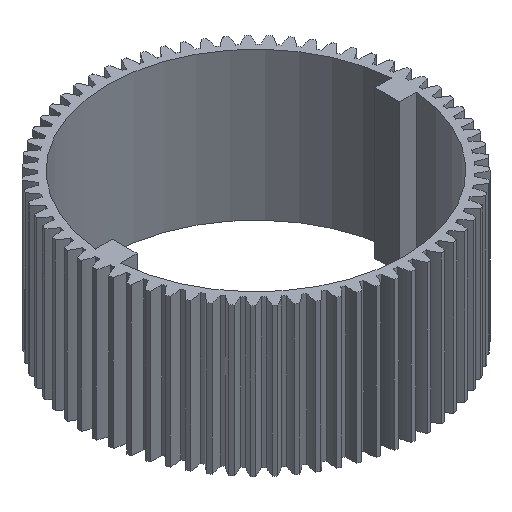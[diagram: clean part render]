
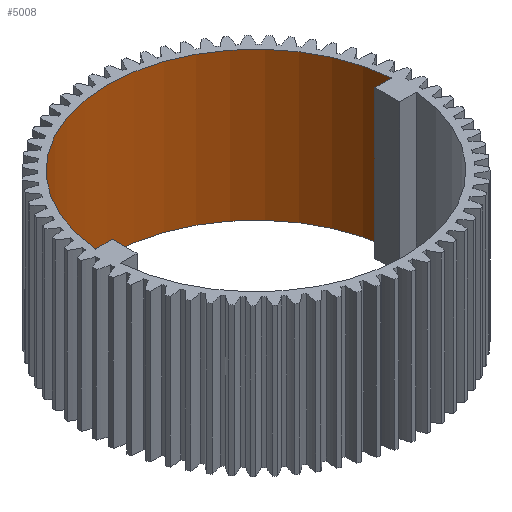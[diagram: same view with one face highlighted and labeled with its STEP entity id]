
A CAD part, isometric view. The second image highlights one B-rep face of the part: STEP entity #5008.
In plain terms, the highlighted cylindrical face has radius 15.05 mm (diameter 30.1 mm), a partial arc.
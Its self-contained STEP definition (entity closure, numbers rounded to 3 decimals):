
#17=CIRCLE('',#5295,15.05);
#18=CIRCLE('',#5296,15.05);
#557=CYLINDRICAL_SURFACE('',#5294,15.05);
#830=FACE_OUTER_BOUND('',#1108,.T.);
#1108=EDGE_LOOP('',(#3353,#3354,#3355,#3356));
#1391=LINE('',#8050,#1679);
#1395=LINE('',#8061,#1683);
#1679=VECTOR('',#6121,10.);
#1683=VECTOR('',#6131,10.);
#1965=VERTEX_POINT('',#8046);
#1966=VERTEX_POINT('',#8048);
#1969=VERTEX_POINT('',#8058);
#1970=VERTEX_POINT('',#8060);
#2519=EDGE_CURVE('',#1965,#1966,#1391,.T.);
#2523=EDGE_CURVE('',#1969,#1966,#17,.T.);
#2524=EDGE_CURVE('',#1969,#1970,#1395,.T.);
#2525=EDGE_CURVE('',#1965,#1970,#18,.T.);
#3353=ORIENTED_EDGE('',*,*,#2519,.T.);
#3354=ORIENTED_EDGE('',*,*,#2523,.F.);
#3355=ORIENTED_EDGE('',*,*,#2524,.T.);
#3356=ORIENTED_EDGE('',*,*,#2525,.F.);
#5008=ADVANCED_FACE('',(#830),#557,.F.);
#5294=AXIS2_PLACEMENT_3D('',#8057,#6127,#6128);
#5295=AXIS2_PLACEMENT_3D('',#8059,#6129,#6130);
#5296=AXIS2_PLACEMENT_3D('',#8062,#6132,#6133);
#6121=DIRECTION('',(0.,0.,1.));
#6127=DIRECTION('center_axis',(0.,0.,1.));
#6128=DIRECTION('ref_axis',(1.,0.,0.));
#6129=DIRECTION('center_axis',(0.,0.,-1.));
#6130=DIRECTION('ref_axis',(1.,0.,0.));
#6131=DIRECTION('',(0.,0.,-1.));
#6132=DIRECTION('center_axis',(0.,0.,1.));
#6133=DIRECTION('ref_axis',(1.,0.,0.));
#8046=CARTESIAN_POINT('',(14.998,1.25,0.));
#8048=CARTESIAN_POINT('',(14.998,1.25,15.));
#8050=CARTESIAN_POINT('',(14.998,1.25,0.));
#8057=CARTESIAN_POINT('Origin',(0.,0.,0.));
#8058=CARTESIAN_POINT('',(-14.998,1.25,15.));
#8059=CARTESIAN_POINT('Origin',(0.,0.,15.));
#8060=CARTESIAN_POINT('',(-14.998,1.25,0.));
#8061=CARTESIAN_POINT('',(-14.998,1.25,0.));
#8062=CARTESIAN_POINT('Origin',(0.,0.,0.));
